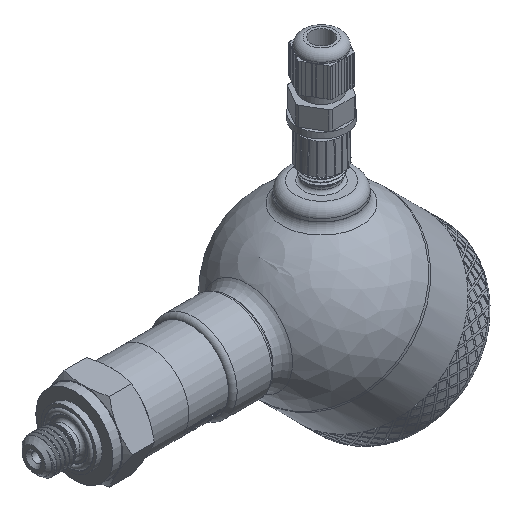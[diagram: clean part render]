
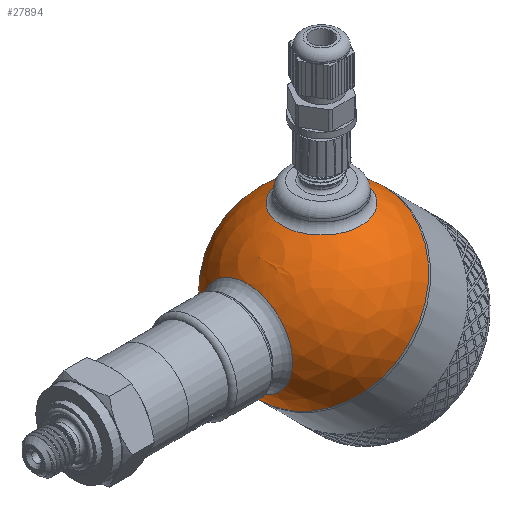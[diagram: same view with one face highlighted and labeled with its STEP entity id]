
A CAD part, isometric view. The second image highlights one B-rep face of the part: STEP entity #27894.
In plain terms, the highlighted spherical face has radius 30 mm.
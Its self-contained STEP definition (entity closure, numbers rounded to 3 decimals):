
#65=SPHERICAL_SURFACE('',#29587,30.);
#174=FACE_BOUND('',#3926,.T.);
#175=FACE_BOUND('',#3927,.T.);
#2150=FACE_OUTER_BOUND('',#3925,.T.);
#3925=EDGE_LOOP('',(#20274,#20275,#20276,#20277));
#3926=EDGE_LOOP('',(#20278));
#3927=EDGE_LOOP('',(#20279));
#5593=CIRCLE('',#29510,30.);
#5594=CIRCLE('',#29511,30.);
#5621=CIRCLE('',#29583,13.5);
#5624=CIRCLE('',#29588,30.);
#5625=CIRCLE('',#29589,15.643);
#11101=VERTEX_POINT('',#36776);
#11102=VERTEX_POINT('',#36778);
#11629=VERTEX_POINT('',#43542);
#11631=VERTEX_POINT('',#43549);
#11632=VERTEX_POINT('',#43551);
#14087=EDGE_CURVE('',#11101,#11102,#5593,.T.);
#14088=EDGE_CURVE('',#11102,#11101,#5594,.T.);
#14881=EDGE_CURVE('',#11629,#11629,#5621,.T.);
#14884=EDGE_CURVE('',#11102,#11631,#5624,.T.);
#14885=EDGE_CURVE('',#11632,#11632,#5625,.T.);
#20274=ORIENTED_EDGE('',*,*,#14088,.F.);
#20275=ORIENTED_EDGE('',*,*,#14884,.T.);
#20276=ORIENTED_EDGE('',*,*,#14884,.F.);
#20277=ORIENTED_EDGE('',*,*,#14087,.F.);
#20278=ORIENTED_EDGE('',*,*,#14885,.F.);
#20279=ORIENTED_EDGE('',*,*,#14881,.F.);
#27894=ADVANCED_FACE('',(#2150,#174,#175),#65,.T.);
#29510=AXIS2_PLACEMENT_3D('',#36779,#31077,#31078);
#29511=AXIS2_PLACEMENT_3D('',#36780,#31079,#31080);
#29583=AXIS2_PLACEMENT_3D('',#43543,#31501,#31502);
#29587=AXIS2_PLACEMENT_3D('',#43548,#31509,#31510);
#29588=AXIS2_PLACEMENT_3D('',#43550,#31511,#31512);
#29589=AXIS2_PLACEMENT_3D('',#43552,#31513,#31514);
#31077=DIRECTION('center_axis',(1.,0.,0.));
#31078=DIRECTION('ref_axis',(0.,1.,0.));
#31079=DIRECTION('center_axis',(1.,0.,0.));
#31080=DIRECTION('ref_axis',(0.,1.,0.));
#31501=DIRECTION('center_axis',(-0.707,0.,-0.707));
#31502=DIRECTION('ref_axis',(-0.707,0.,0.707));
#31509=DIRECTION('center_axis',(1.,0.,0.));
#31510=DIRECTION('ref_axis',(0.,-1.,0.));
#31511=DIRECTION('center_axis',(0.,0.,1.));
#31512=DIRECTION('ref_axis',(0.,1.,0.));
#31513=DIRECTION('center_axis',(-0.707,0.,0.707));
#31514=DIRECTION('ref_axis',(0.707,0.,0.707));
#36776=CARTESIAN_POINT('',(0.,-30.,0.));
#36778=CARTESIAN_POINT('',(0.,30.,0.));
#36779=CARTESIAN_POINT('Origin',(0.,0.,0.));
#36780=CARTESIAN_POINT('Origin',(0.,0.,0.));
#43542=CARTESIAN_POINT('',(-9.398,0.,-28.49));
#43543=CARTESIAN_POINT('Origin',(-18.944,0.,-18.944));
#43548=CARTESIAN_POINT('Origin',(0.,0.,0.));
#43549=CARTESIAN_POINT('',(-30.,0.,0.));
#43550=CARTESIAN_POINT('Origin',(0.,0.,0.));
#43551=CARTESIAN_POINT('',(-29.162,0.,7.04));
#43552=CARTESIAN_POINT('Origin',(-18.101,0.,18.101));
